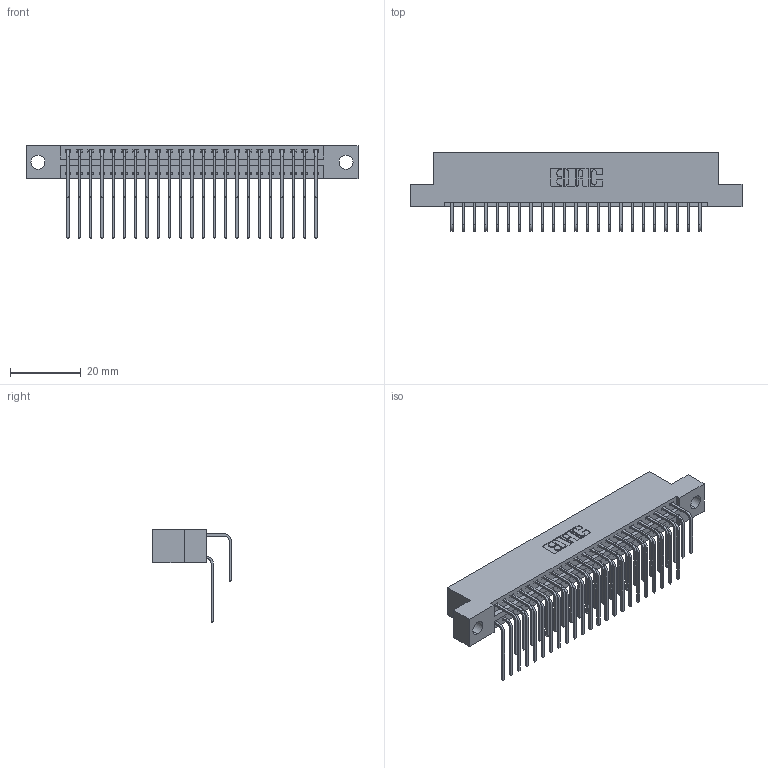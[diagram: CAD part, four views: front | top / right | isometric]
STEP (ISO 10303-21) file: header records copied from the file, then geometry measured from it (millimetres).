
FILE_DESCRIPTION (( 'STEP AP203' ), '1' );
FILE_NAME ('346-046-558-204.STEP', '2022-05-20T20:27:56', ( '' ), ( '' ), 'SwSTEP 2.0', 'SolidWorks 2020', '' );
FILE_SCHEMA (( 'CONFIG_CONTROL_DESIGN' ));
Length unit declared in the file: inch
Products named in the file (4): 345-292-001_558 559 Tail - 1; 346-046-558-204; 346 Part_Flush Mounting Lugs - 0.156 Dia-TH; 345-292-001_558 Tail - 2
Assembly tree (47 placements, depth 2):
  346-046-558-204
    346 Part_Flush Mounting Lugs - 0.156 Dia-TH
    345-292-001_558 559 Tail - 1  x23
    345-292-001_558 Tail - 2  x23
Bounding box: 93.6 x 22.16 x 26.16 mm (x, y, z)
Volume: 9138.9 mm3; surface area: 13384.3 mm2
Topology: 47 solids, 47 shells, 2620 faces, 7771 edges, 5118 vertices
Faces by surface type: plane 1792, cylinder 828
Entity records: 19771 total; most frequent: CARTESIAN_POINT 3341, ORIENTED_EDGE 3222, DIRECTION 2967, EDGE_CURVE 1611, LINE 1347, VECTOR 1347, VERTEX_POINT 1070, AXIS2_PLACEMENT_3D 810
